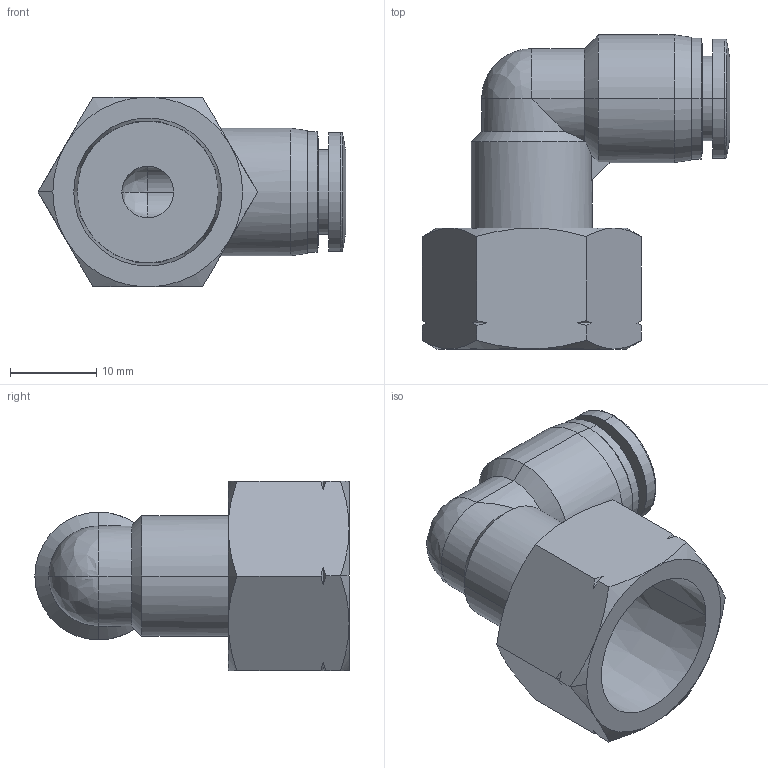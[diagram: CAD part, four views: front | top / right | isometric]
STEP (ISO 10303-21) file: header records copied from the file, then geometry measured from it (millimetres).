
FILE_DESCRIPTION (( 'STEP AP203' ), '1' );
FILE_NAME ('FE516-38N.step', '2016-02-15T20:00:01', ( '' ), ( '' ), 'SwSTEP 2.0', 'SolidWorks 2015', '' );
FILE_SCHEMA (( 'CONFIG_CONTROL_DESIGN' ));
Length unit declared in the file: inch
Products named in the file (1): FE516-38N
Bounding box: 35.65 x 36.4 x 22 mm (x, y, z)
Volume: 6898.3 mm3; surface area: 5019.5 mm2
Topology: 1 solids, 1 shells, 87 faces, 206 edges, 122 vertices
Faces by surface type: cone 42, cylinder 21, plane 16, bspline 8
Entity records: 2743 total; most frequent: CARTESIAN_POINT 779, ORIENTED_EDGE 404, DIRECTION 385, EDGE_CURVE 202, AXIS2_PLACEMENT_3D 166, VERTEX_POINT 122, EDGE_LOOP 94, FACE_OUTER_BOUND 87
